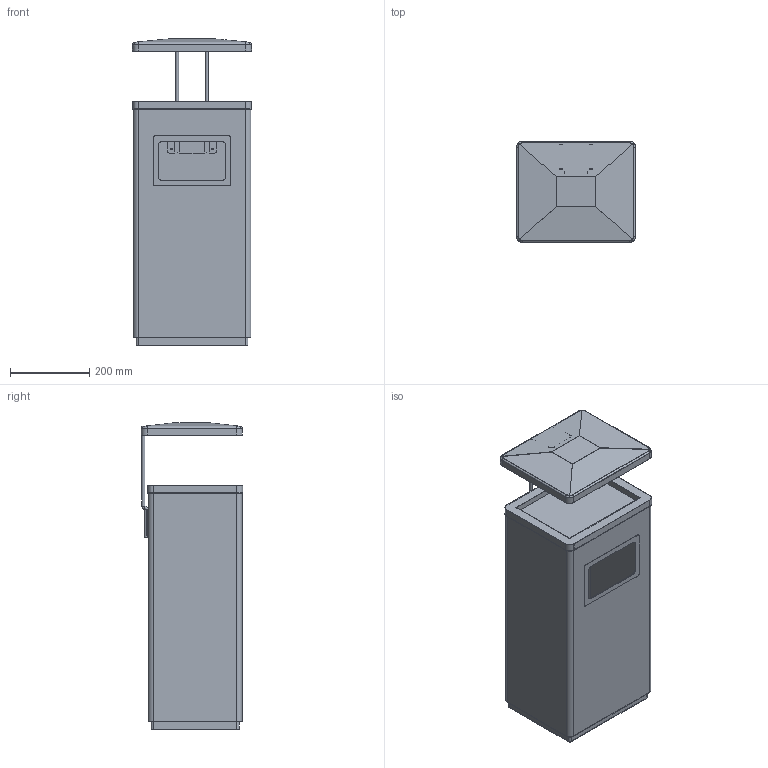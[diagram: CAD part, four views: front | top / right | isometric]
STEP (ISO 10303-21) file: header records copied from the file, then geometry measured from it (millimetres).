
FILE_DESCRIPTION(/* description */ (''),/* implementation_level */ '2;1');
FILE_NAME(/* name */ 'Zusammenbau 200906.stp',/* time_stamp */ '2024-05-06T14:54:34+02:00',/* author */ ('l.breulmann'),/* organization */ (''),/* preprocessor_version */ 'ST-DEVELOPER v20',/* originating_system */ 'Autodesk Inventor 2025',/* authorisation */ '');
FILE_SCHEMA (('AUTOMOTIVE_DESIGN { 1 0 10303 214 3 1 1 }'));
Length unit declared in the file: millimetre
Products named in the file (6): Zusammenbau 200906; Ascher; 1531004-1 Halteblech Rumpf; 1531002-1 Draht f. Dach; 1531003-1 Halteblech Dach; 1531001-1 Dach
Assembly tree (5 placements, depth 2):
  Zusammenbau 200906
    Ascher
    1531004-1 Halteblech Rumpf
    1531002-1 Draht f. Dach
    1531003-1 Halteblech Dach
    1531001-1 Dach
Bounding box: 300.01 x 256 x 773.52 mm (x, y, z)
Volume: 944507.9 mm3; surface area: 1799854.4 mm2
Topology: 5 solids, 5 shells, 239 faces, 639 edges, 412 vertices
Faces by surface type: plane 108, cylinder 105, bspline 20, torus 4, cone 2
Full cylindrical faces by diameter (mm): 4.5 x16, 8 x9
Entity records: 8268 total; most frequent: CARTESIAN_POINT 1903, DIRECTION 1329, ORIENTED_EDGE 1262, EDGE_CURVE 631, AXIS2_PLACEMENT_3D 483, VERTEX_POINT 412, LINE 363, VECTOR 363
